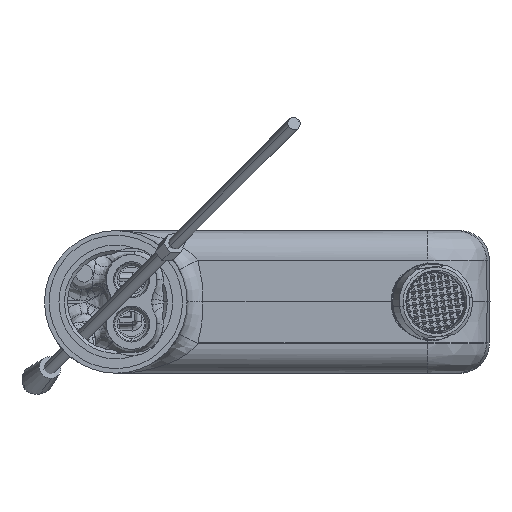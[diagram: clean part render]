
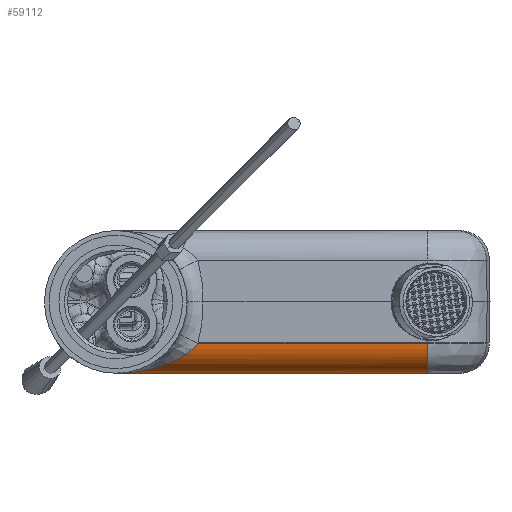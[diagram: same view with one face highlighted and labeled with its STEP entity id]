
A CAD part, front view. The second image highlights one B-rep face of the part: STEP entity #59112.
In plain terms, the highlighted cylindrical face has radius 9.3 mm (diameter 18.6 mm), a partial arc.
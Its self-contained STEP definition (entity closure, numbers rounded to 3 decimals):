
#1082 = CARTESIAN_POINT ( 'NONE',  ( 23.564, 87.507, -15.622 ) ) ;
#1371 = CARTESIAN_POINT ( 'NONE',  ( 19.476, 88.646, -18.238 ) ) ;
#1690 = CARTESIAN_POINT ( 'NONE',  ( 26.077, 87.2, -13.25 ) ) ;
#2003 = CARTESIAN_POINT ( 'NONE',  ( 18.412, 89.006, -18.761 ) ) ;
#2312 = DIRECTION ( 'NONE',  ( 1., 0., 0. ) ) ;
#2612 = CARTESIAN_POINT ( 'NONE',  ( 10.291, 92.137, -21.463 ) ) ;
#2805 = CARTESIAN_POINT ( 'NONE',  ( 50.264, 87.2, -13.25 ) ) ;
#3376 = EDGE_CURVE ( 'NONE', #21144, #40198, #12950, .T. ) ;
#4096 = CARTESIAN_POINT ( 'NONE',  ( 10.179, 92.183, -21.487 ) ) ;
#5392 = VERTEX_POINT ( 'NONE', #45384 ) ;
#5405 = VECTOR ( 'NONE', #2312, 1000. ) ;
#7303 = CARTESIAN_POINT ( 'NONE',  ( 10.224, 92.164, -21.478 ) ) ;
#8786 = CARTESIAN_POINT ( 'NONE',  ( 1.836, 95.717, -22.55 ) ) ;
#10778 = CARTESIAN_POINT ( 'NONE',  ( 22.016, 87.871, -16.761 ) ) ;
#10930 = CARTESIAN_POINT ( 'NONE',  ( 98.639, 94.066, -22.308 ) ) ;
#11239 = CYLINDRICAL_SURFACE ( 'NONE', #60487, 9.3 ) ;
#11389 = CARTESIAN_POINT ( 'NONE',  ( 25.855, 87.2, -13.503 ) ) ;
#11704 = CARTESIAN_POINT ( 'NONE',  ( 8.751, 92.773, -21.778 ) ) ;
#12018 = CARTESIAN_POINT ( 'NONE',  ( 10.448, 92.072, -21.428 ) ) ;
#12950 = B_SPLINE_CURVE_WITH_KNOTS ( 'NONE', 3,
 ( #59636, #58717, #16824, #26499, #45569, #39334, #53708, #10930, #54017, #46348 ),
 .UNSPECIFIED., .F., .F.,
 ( 4, 2, 2, 2, 4 ),
 ( 0., 0.393, 0.785, 1.178, 1.571 ),
 .UNSPECIFIED. ) ;
#13796 = CARTESIAN_POINT ( 'NONE',  ( 13.537, 90.825, -20.625 ) ) ;
#15174 = CARTESIAN_POINT ( 'NONE',  ( 24.844, 87.287, -14.522 ) ) ;
#15922 = FACE_OUTER_BOUND ( 'NONE', #44661, .T. ) ;
#16491 = B_SPLINE_CURVE_WITH_KNOTS ( 'NONE', 3,
 ( #1690, #11389, #30416, #34515, #24527, #15174, #43881, #19843, #29506, #49488, #38900, #25118, #1082, #39191, #44173, #58573, #25736, #44805, #10778, #58267, #29810, #1371, #39500, #2003, #60116, #26041, #56584, #46893, #42192, #13796, #49795, #30727, #47197, #37214, #50098, #12018, #2612, #7303, #4096, #54477, #28131, #11704, #45107, #32831, #40409, #59808, #37524, #35730, #18164, #26341, #21359, #8786, #16675 ),
 .UNSPECIFIED., .F., .F.,
 ( 4, 2, 1, 1, 1, 2, 2, 2, 1, 1, 2, 2, 2, 2, 1, 2, 2, 2, 2, 2, 1, 1, 1, 2, 2, 2, 2, 1, 1, 2, 2, 4 ),
 ( 0., 0.063, 0.094, 0.109, 0.117, 0.121, 0.125, 0.188, 0.219, 0.234, 0.242, 0.25, 0.375, 0.438, 0.469, 0.484, 0.5, 0.625, 0.688, 0.719, 0.734, 0.742, 0.746, 0.748, 0.75, 0.813, 0.844, 0.859, 0.867, 0.871, 0.875, 1. ),
 .UNSPECIFIED. ) ;
#16675 = CARTESIAN_POINT ( 'NONE',  ( 0., 96.5, -22.55 ) ) ;
#16824 = CARTESIAN_POINT ( 'NONE',  ( 98.639, 87.442, -15.684 ) ) ;
#17314 = CARTESIAN_POINT ( 'NONE',  ( 0., 96.5, -22.55 ) ) ;
#18164 = CARTESIAN_POINT ( 'NONE',  ( 5.537, 94.128, -22.242 ) ) ;
#19843 = CARTESIAN_POINT ( 'NONE',  ( 24.68, 87.31, -14.673 ) ) ;
#21144 = VERTEX_POINT ( 'NONE', #33674 ) ;
#21359 = CARTESIAN_POINT ( 'NONE',  ( 3.644, 94.934, -22.451 ) ) ;
#24527 = CARTESIAN_POINT ( 'NONE',  ( 25.07, 87.259, -14.309 ) ) ;
#25118 = CARTESIAN_POINT ( 'NONE',  ( 24.034, 87.412, -15.244 ) ) ;
#25736 = CARTESIAN_POINT ( 'NONE',  ( 22.819, 87.675, -16.185 ) ) ;
#26041 = CARTESIAN_POINT ( 'NONE',  ( 17.794, 89.224, -19.043 ) ) ;
#26341 = CARTESIAN_POINT ( 'NONE',  ( 5.479, 94.152, -22.249 ) ) ;
#26499 = CARTESIAN_POINT ( 'NONE',  ( 98.639, 88.374, -17.934 ) ) ;
#28131 = CARTESIAN_POINT ( 'NONE',  ( 9.474, 92.473, -21.639 ) ) ;
#29238 = VERTEX_POINT ( 'NONE', #42019 ) ;
#29506 = CARTESIAN_POINT ( 'NONE',  ( 24.647, 87.314, -14.703 ) ) ;
#29810 = CARTESIAN_POINT ( 'NONE',  ( 19.927, 88.499, -17.998 ) ) ;
#30416 = CARTESIAN_POINT ( 'NONE',  ( 25.622, 87.21, -13.753 ) ) ;
#30727 = CARTESIAN_POINT ( 'NONE',  ( 11.888, 91.485, -21.084 ) ) ;
#32663 = B_SPLINE_CURVE_WITH_KNOTS ( 'NONE', 3,
 ( #54967, #45606, #2805, #36222 ),
 .UNSPECIFIED., .F., .F.,
 ( 4, 4 ),
 ( 0., 1. ),
 .UNSPECIFIED. ) ;
#32831 = CARTESIAN_POINT ( 'NONE',  ( 7.165, 93.438, -22.033 ) ) ;
#33674 = CARTESIAN_POINT ( 'NONE',  ( 98.639, 87.2, -13.25 ) ) ;
#33766 = ORIENTED_EDGE ( 'NONE', *, *, #38605, .T. ) ;
#34515 = CARTESIAN_POINT ( 'NONE',  ( 25.257, 87.24, -14.124 ) ) ;
#35730 = CARTESIAN_POINT ( 'NONE',  ( 5.65, 94.08, -22.23 ) ) ;
#36222 = CARTESIAN_POINT ( 'NONE',  ( 26.077, 87.2, -13.25 ) ) ;
#37214 = CARTESIAN_POINT ( 'NONE',  ( 11.024, 91.836, -21.297 ) ) ;
#37524 = CARTESIAN_POINT ( 'NONE',  ( 5.818, 94.008, -22.21 ) ) ;
#38605 = EDGE_CURVE ( 'NONE', #29238, #40198, #40116, .T. ) ;
#38900 = CARTESIAN_POINT ( 'NONE',  ( 24.332, 87.36, -14.989 ) ) ;
#39054 = CARTESIAN_POINT ( 'NONE',  ( 0., 96.5, -13.25 ) ) ;
#39191 = CARTESIAN_POINT ( 'NONE',  ( 23.323, 87.558, -15.811 ) ) ;
#39334 = CARTESIAN_POINT ( 'NONE',  ( 98.639, 90.785, -20.687 ) ) ;
#39500 = CARTESIAN_POINT ( 'NONE',  ( 18.772, 88.883, -18.588 ) ) ;
#40116 = LINE ( 'NONE', #17314, #5405 ) ;
#40198 = VERTEX_POINT ( 'NONE', #43151 ) ;
#40409 = CARTESIAN_POINT ( 'NONE',  ( 6.53, 93.707, -22.121 ) ) ;
#41816 = EDGE_CURVE ( 'NONE', #5392, #29238, #16491, .T. ) ;
#42019 = CARTESIAN_POINT ( 'NONE',  ( 0., 96.5, -22.55 ) ) ;
#42192 = CARTESIAN_POINT ( 'NONE',  ( 15.389, 90.103, -20.029 ) ) ;
#43151 = CARTESIAN_POINT ( 'NONE',  ( 98.639, 96.5, -22.55 ) ) ;
#43881 = CARTESIAN_POINT ( 'NONE',  ( 24.73, 87.303, -14.628 ) ) ;
#44173 = CARTESIAN_POINT ( 'NONE',  ( 23.031, 87.625, -16.03 ) ) ;
#44335 = DIRECTION ( 'NONE',  ( -1., 0., 0. ) ) ;
#44661 = EDGE_LOOP ( 'NONE', ( #58682, #48231, #60208, #33766 ) ) ;
#44805 = CARTESIAN_POINT ( 'NONE',  ( 22.777, 87.685, -16.215 ) ) ;
#45107 = CARTESIAN_POINT ( 'NONE',  ( 7.574, 93.266, -21.971 ) ) ;
#45384 = CARTESIAN_POINT ( 'NONE',  ( 26.077, 87.2, -13.25 ) ) ;
#45569 = CARTESIAN_POINT ( 'NONE',  ( 98.639, 89.063, -18.965 ) ) ;
#45606 = CARTESIAN_POINT ( 'NONE',  ( 74.451, 87.2, -13.25 ) ) ;
#46348 = CARTESIAN_POINT ( 'NONE',  ( 98.639, 96.5, -22.55 ) ) ;
#46893 = CARTESIAN_POINT ( 'NONE',  ( 16.518, 89.68, -19.599 ) ) ;
#47197 = CARTESIAN_POINT ( 'NONE',  ( 11.547, 91.624, -21.171 ) ) ;
#48231 = ORIENTED_EDGE ( 'NONE', *, *, #48740, .T. ) ;
#48740 = EDGE_CURVE ( 'NONE', #21144, #5392, #32663, .T. ) ;
#49488 = CARTESIAN_POINT ( 'NONE',  ( 24.632, 87.316, -14.717 ) ) ;
#49795 = CARTESIAN_POINT ( 'NONE',  ( 12.893, 91.081, -20.815 ) ) ;
#50098 = CARTESIAN_POINT ( 'NONE',  ( 10.76, 91.944, -21.358 ) ) ;
#53708 = CARTESIAN_POINT ( 'NONE',  ( 98.639, 91.816, -21.376 ) ) ;
#54017 = CARTESIAN_POINT ( 'NONE',  ( 98.639, 95.283, -22.55 ) ) ;
#54477 = CARTESIAN_POINT ( 'NONE',  ( 10.154, 92.193, -21.493 ) ) ;
#54967 = CARTESIAN_POINT ( 'NONE',  ( 98.639, 87.2, -13.25 ) ) ;
#56584 = CARTESIAN_POINT ( 'NONE',  ( 17.669, 89.268, -19.098 ) ) ;
#58267 = CARTESIAN_POINT ( 'NONE',  ( 21.225, 88.094, -17.267 ) ) ;
#58422 = DIRECTION ( 'NONE',  ( 0., 0., 1. ) ) ;
#58573 = CARTESIAN_POINT ( 'NONE',  ( 22.904, 87.655, -16.123 ) ) ;
#58682 = ORIENTED_EDGE ( 'NONE', *, *, #3376, .F. ) ;
#58717 = CARTESIAN_POINT ( 'NONE',  ( 98.639, 87.2, -14.467 ) ) ;
#59112 = ADVANCED_FACE ( 'NONE', ( #15922 ), #11239, .T. ) ;
#59636 = CARTESIAN_POINT ( 'NONE',  ( 98.639, 87.2, -13.25 ) ) ;
#59808 = CARTESIAN_POINT ( 'NONE',  ( 6.206, 93.844, -22.163 ) ) ;
#60116 = CARTESIAN_POINT ( 'NONE',  ( 18.043, 89.136, -18.93 ) ) ;
#60208 = ORIENTED_EDGE ( 'NONE', *, *, #41816, .T. ) ;
#60487 = AXIS2_PLACEMENT_3D ( 'NONE', #39054, #44335, #58422 ) ;
